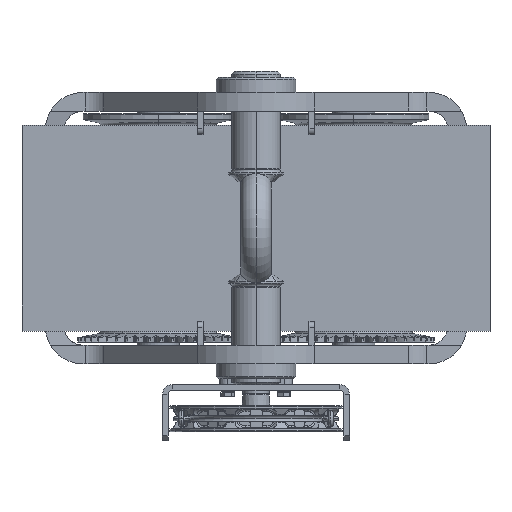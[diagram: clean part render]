
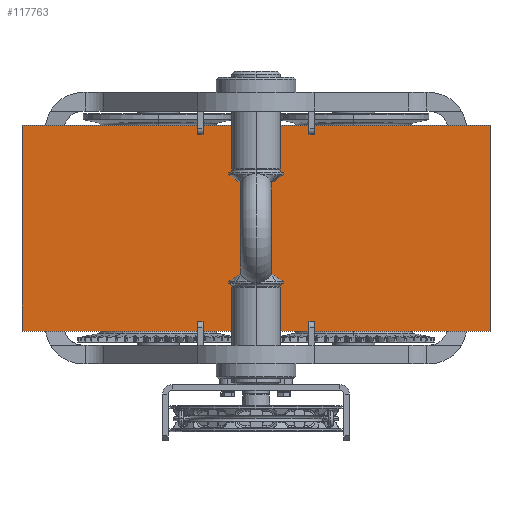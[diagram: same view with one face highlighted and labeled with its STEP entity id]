
A CAD part, front view. The second image highlights one B-rep face of the part: STEP entity #117763.
In plain terms, the highlighted planar face has unit normal (0, -1, 0).
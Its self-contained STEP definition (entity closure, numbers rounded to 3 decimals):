
#1363 = DIRECTION ( 'NONE',  ( 1., 0., 0. ) ) ;
#4742 = ORIENTED_EDGE ( 'NONE', *, *, #104013, .T. ) ;
#20944 = FACE_OUTER_BOUND ( 'NONE', #79561, .T. ) ;
#24201 = CARTESIAN_POINT ( 'NONE',  ( 250., -110., -110. ) ) ;
#34501 = DIRECTION ( 'NONE',  ( 0., 0., -1. ) ) ;
#40573 = ORIENTED_EDGE ( 'NONE', *, *, #75120, .T. ) ;
#43710 = EDGE_CURVE ( 'NONE', #116312, #115129, #106701, .T. ) ;
#44903 = LINE ( 'NONE', #110247, #85887 ) ;
#49901 = DIRECTION ( 'NONE',  ( 0., 0., -1. ) ) ;
#51562 = VECTOR ( 'NONE', #1363, 1000. ) ;
#52554 = DIRECTION ( 'NONE',  ( 1., 0., 0. ) ) ;
#53160 = VECTOR ( 'NONE', #34501, 1000. ) ;
#56322 = DIRECTION ( 'NONE',  ( 0., -1., 0. ) ) ;
#65159 = CARTESIAN_POINT ( 'NONE',  ( 250., -110., 110. ) ) ;
#69318 = ORIENTED_EDGE ( 'NONE', *, *, #43710, .F. ) ;
#72178 = CARTESIAN_POINT ( 'NONE',  ( 250., -110., 110. ) ) ;
#73395 = CARTESIAN_POINT ( 'NONE',  ( -250., -110., -110. ) ) ;
#74715 = CARTESIAN_POINT ( 'NONE',  ( -250., -110., -110. ) ) ;
#75120 = EDGE_CURVE ( 'NONE', #102897, #115129, #80000, .T. ) ;
#76153 = CARTESIAN_POINT ( 'NONE',  ( -250., -110., 110. ) ) ;
#76585 = PLANE ( 'NONE',  #124143 ) ;
#79561 = EDGE_LOOP ( 'NONE', ( #69318, #115699, #4742, #40573 ) ) ;
#80000 = LINE ( 'NONE', #73395, #51562 ) ;
#85887 = VECTOR ( 'NONE', #49901, 1000. ) ;
#93915 = CARTESIAN_POINT ( 'NONE',  ( -250., -110., 110. ) ) ;
#97675 = LINE ( 'NONE', #93915, #127639 ) ;
#102897 = VERTEX_POINT ( 'NONE', #74715 ) ;
#104013 = EDGE_CURVE ( 'NONE', #127339, #102897, #44903, .T. ) ;
#106073 = DIRECTION ( 'NONE',  ( 0., 0., -1. ) ) ;
#106701 = LINE ( 'NONE', #65159, #53160 ) ;
#110247 = CARTESIAN_POINT ( 'NONE',  ( -250., -110., 110. ) ) ;
#110712 = CARTESIAN_POINT ( 'NONE',  ( -250., -110., 110. ) ) ;
#115129 = VERTEX_POINT ( 'NONE', #24201 ) ;
#115699 = ORIENTED_EDGE ( 'NONE', *, *, #118673, .F. ) ;
#116312 = VERTEX_POINT ( 'NONE', #72178 ) ;
#117763 = ADVANCED_FACE ( 'NONE', ( #20944 ), #76585, .T. ) ;
#118673 = EDGE_CURVE ( 'NONE', #127339, #116312, #97675, .T. ) ;
#124143 = AXIS2_PLACEMENT_3D ( 'NONE', #76153, #56322, #106073 ) ;
#127339 = VERTEX_POINT ( 'NONE', #110712 ) ;
#127639 = VECTOR ( 'NONE', #52554, 1000. ) ;
